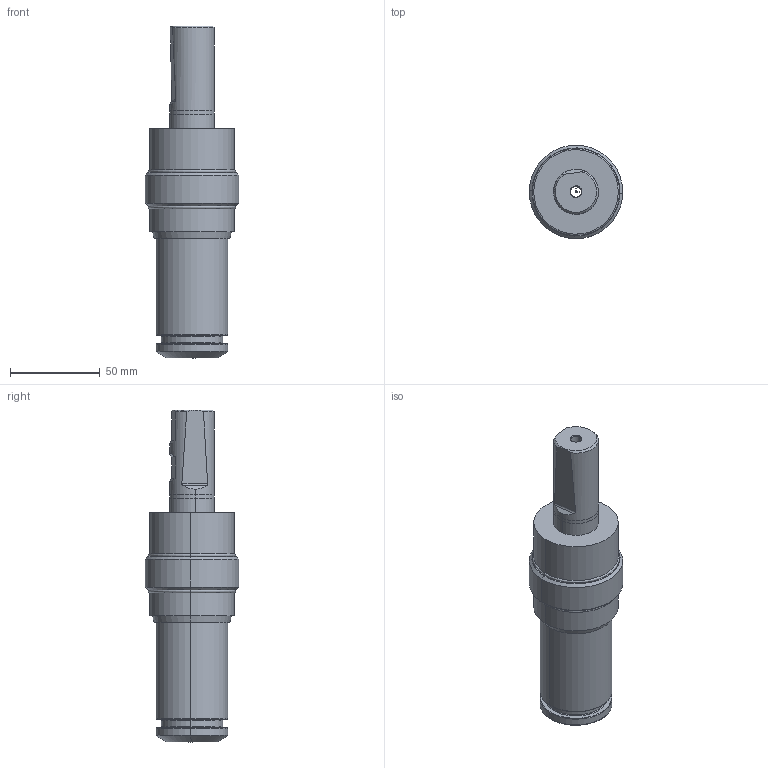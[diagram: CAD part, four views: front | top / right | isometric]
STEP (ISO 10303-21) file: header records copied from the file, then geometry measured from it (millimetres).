
FILE_DESCRIPTION(/* description */ (''),/* implementation_level */ '2;1');
FILE_NAME(/* name */ '262562508.stp',/* time_stamp */ '2021-01-20T09:50:52',/* author */ ('LRA'),/* organization */ ('REGO-FIX'),/* preprocessor_version */ ' Unknown',/* originating_system */ 'SIEMENS PLM Software Solid Edge ST10',/* authorization */ 'Unknown');
FILE_SCHEMA (('AUTOMOTIVE_DESIGN { 1 0 10303 214 2 1 1}'));
Length unit declared in the file: millimetre
Products named in the file (5): CSW_KoSys; PCS_KoSys; F3243G26.1; MCS_KoSys
Assembly tree (4 placements, depth 2):
  F3243G26.1
    PCS_KoSys
    MCS_KoSys
    CSW_KoSys
    F3243G26.1
Bounding box: 51.97 x 51.97 x 184.55 mm (x, y, z)
Volume: 185617.6 mm3; surface area: 33473.8 mm2
Topology: 10 solids, 10 shells, 133 faces, 292 edges, 156 vertices
Faces by surface type: cone 57, cylinder 45, plane 21, torus 10
Entity records: 5283 total; most frequent: CARTESIAN_POINT 792, DIRECTION 660, ORIENTED_EDGE 512, AXIS2_PLACEMENT_3D 275, EDGE_CURVE 256, VERTEX_POINT 156, UNCERTAINTY_MEASURE_WITH_UNIT 150, EDGE_LOOP 148
